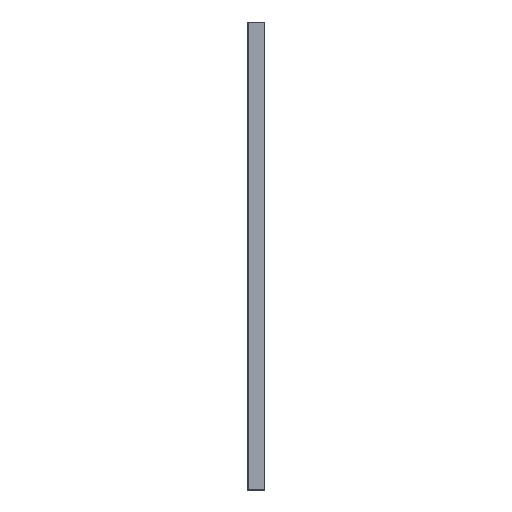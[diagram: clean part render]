
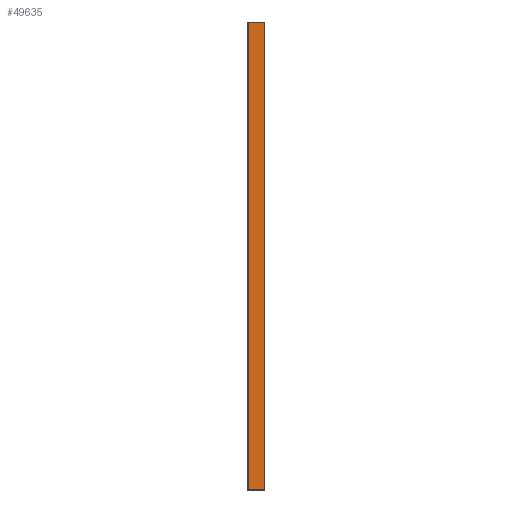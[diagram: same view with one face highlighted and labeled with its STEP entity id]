
A CAD part, front view. The second image highlights one B-rep face of the part: STEP entity #49635.
In plain terms, the highlighted planar face has unit normal (0, -1, 0).
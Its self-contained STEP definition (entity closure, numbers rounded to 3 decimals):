
#37619 = PLANE('',#37620);
#37620 = AXIS2_PLACEMENT_3D('',#37621,#37622,#37623);
#37621 = CARTESIAN_POINT('',(4.,-8.95,0.05));
#37622 = DIRECTION('',(0.,0.707,0.707));
#37623 = DIRECTION('',(1.,0.,0.));
#37927 = PLANE('',#37928);
#37928 = AXIS2_PLACEMENT_3D('',#37929,#37930,#37931);
#37929 = CARTESIAN_POINT('',(4.,-8.95,224.95));
#37930 = DIRECTION('',(0.,-0.707,
    0.707));
#37931 = DIRECTION('',(1.,0.,0.));
#38214 = PLANE('',#38215);
#38215 = AXIS2_PLACEMENT_3D('',#38216,#38217,#38218);
#38216 = CARTESIAN_POINT('',(-3.9,-8.9,0.));
#38217 = DIRECTION('',(-0.707,-0.707,
    0.));
#38218 = DIRECTION('',(0.,0.,1.));
#42347 = VERTEX_POINT('',#42348);
#42348 = CARTESIAN_POINT('',(3.9,-9.,0.1));
#42369 = EDGE_CURVE('',#42347,#42370,#42372,.T.);
#42370 = VERTEX_POINT('',#42371);
#42371 = CARTESIAN_POINT('',(-3.8,-9.,0.1));
#42372 = SURFACE_CURVE('',#42373,(#42377,#42384),.PCURVE_S1.);
#42373 = LINE('',#42374,#42375);
#42374 = CARTESIAN_POINT('',(4.,-9.,0.1));
#42375 = VECTOR('',#42376,1.);
#42376 = DIRECTION('',(-1.,0.,0.));
#42377 = PCURVE('',#37619,#42378);
#42378 = DEFINITIONAL_REPRESENTATION('',(#42379),#42383);
#42379 = LINE('',#42380,#42381);
#42380 = CARTESIAN_POINT('',(0.,-0.071));
#42381 = VECTOR('',#42382,1.);
#42382 = DIRECTION('',(-1.,0.));
#42383 = ( GEOMETRIC_REPRESENTATION_CONTEXT(2) 
PARAMETRIC_REPRESENTATION_CONTEXT() REPRESENTATION_CONTEXT('2D SPACE',''
  ) );
#42384 = PCURVE('',#42385,#42390);
#42385 = PLANE('',#42386);
#42386 = AXIS2_PLACEMENT_3D('',#42387,#42388,#42389);
#42387 = CARTESIAN_POINT('',(4.,-9.,0.));
#42388 = DIRECTION('',(0.,-1.,0.));
#42389 = DIRECTION('',(-1.,0.,0.));
#42390 = DEFINITIONAL_REPRESENTATION('',(#42391),#42395);
#42391 = LINE('',#42392,#42393);
#42392 = CARTESIAN_POINT('',(0.,-0.1));
#42393 = VECTOR('',#42394,1.);
#42394 = DIRECTION('',(1.,0.));
#42395 = ( GEOMETRIC_REPRESENTATION_CONTEXT(2) 
PARAMETRIC_REPRESENTATION_CONTEXT() REPRESENTATION_CONTEXT('2D SPACE',''
  ) );
#42662 = VERTEX_POINT('',#42663);
#42663 = CARTESIAN_POINT('',(3.9,-9.,224.9));
#42684 = EDGE_CURVE('',#42662,#42685,#42687,.T.);
#42685 = VERTEX_POINT('',#42686);
#42686 = CARTESIAN_POINT('',(-3.8,-9.,224.9));
#42687 = SURFACE_CURVE('',#42688,(#42692,#42699),.PCURVE_S1.);
#42688 = LINE('',#42689,#42690);
#42689 = CARTESIAN_POINT('',(4.,-9.,224.9));
#42690 = VECTOR('',#42691,1.);
#42691 = DIRECTION('',(-1.,0.,0.));
#42692 = PCURVE('',#37927,#42693);
#42693 = DEFINITIONAL_REPRESENTATION('',(#42694),#42698);
#42694 = LINE('',#42695,#42696);
#42695 = CARTESIAN_POINT('',(0.,-0.071));
#42696 = VECTOR('',#42697,1.);
#42697 = DIRECTION('',(-1.,0.));
#42698 = ( GEOMETRIC_REPRESENTATION_CONTEXT(2) 
PARAMETRIC_REPRESENTATION_CONTEXT() REPRESENTATION_CONTEXT('2D SPACE',''
  ) );
#42699 = PCURVE('',#42385,#42700);
#42700 = DEFINITIONAL_REPRESENTATION('',(#42701),#42705);
#42701 = LINE('',#42702,#42703);
#42702 = CARTESIAN_POINT('',(0.,-224.9));
#42703 = VECTOR('',#42704,1.);
#42704 = DIRECTION('',(1.,0.));
#42705 = ( GEOMETRIC_REPRESENTATION_CONTEXT(2) 
PARAMETRIC_REPRESENTATION_CONTEXT() REPRESENTATION_CONTEXT('2D SPACE',''
  ) );
#42841 = EDGE_CURVE('',#42370,#42685,#42842,.T.);
#42842 = SURFACE_CURVE('',#42843,(#42847,#42854),.PCURVE_S1.);
#42843 = LINE('',#42844,#42845);
#42844 = CARTESIAN_POINT('',(-3.8,-9.,0.));
#42845 = VECTOR('',#42846,1.);
#42846 = DIRECTION('',(0.,0.,1.));
#42847 = PCURVE('',#38214,#42848);
#42848 = DEFINITIONAL_REPRESENTATION('',(#42849),#42853);
#42849 = LINE('',#42850,#42851);
#42850 = CARTESIAN_POINT('',(0.,-0.141));
#42851 = VECTOR('',#42852,1.);
#42852 = DIRECTION('',(1.,0.));
#42853 = ( GEOMETRIC_REPRESENTATION_CONTEXT(2) 
PARAMETRIC_REPRESENTATION_CONTEXT() REPRESENTATION_CONTEXT('2D SPACE',''
  ) );
#42854 = PCURVE('',#42385,#42855);
#42855 = DEFINITIONAL_REPRESENTATION('',(#42856),#42860);
#42856 = LINE('',#42857,#42858);
#42857 = CARTESIAN_POINT('',(7.8,0.));
#42858 = VECTOR('',#42859,1.);
#42859 = DIRECTION('',(0.,-1.));
#42860 = ( GEOMETRIC_REPRESENTATION_CONTEXT(2) 
PARAMETRIC_REPRESENTATION_CONTEXT() REPRESENTATION_CONTEXT('2D SPACE',''
  ) );
#49318 = PLANE('',#49319);
#49319 = AXIS2_PLACEMENT_3D('',#49320,#49321,#49322);
#49320 = CARTESIAN_POINT('',(3.95,-8.95,0.));
#49321 = DIRECTION('',(0.707,-0.707,0.));
#49322 = DIRECTION('',(0.,0.,1.));
#49635 = ADVANCED_FACE('',(#49636),#42385,.T.);
#49636 = FACE_BOUND('',#49637,.T.);
#49637 = EDGE_LOOP('',(#49638,#49659,#49660,#49661));
#49638 = ORIENTED_EDGE('',*,*,#49639,.T.);
#49639 = EDGE_CURVE('',#42347,#42662,#49640,.T.);
#49640 = SURFACE_CURVE('',#49641,(#49645,#49652),.PCURVE_S1.);
#49641 = LINE('',#49642,#49643);
#49642 = CARTESIAN_POINT('',(3.9,-9.,0.));
#49643 = VECTOR('',#49644,1.);
#49644 = DIRECTION('',(0.,0.,1.));
#49645 = PCURVE('',#42385,#49646);
#49646 = DEFINITIONAL_REPRESENTATION('',(#49647),#49651);
#49647 = LINE('',#49648,#49649);
#49648 = CARTESIAN_POINT('',(0.1,0.));
#49649 = VECTOR('',#49650,1.);
#49650 = DIRECTION('',(0.,-1.));
#49651 = ( GEOMETRIC_REPRESENTATION_CONTEXT(2) 
PARAMETRIC_REPRESENTATION_CONTEXT() REPRESENTATION_CONTEXT('2D SPACE',''
  ) );
#49652 = PCURVE('',#49318,#49653);
#49653 = DEFINITIONAL_REPRESENTATION('',(#49654),#49658);
#49654 = LINE('',#49655,#49656);
#49655 = CARTESIAN_POINT('',(0.,0.071));
#49656 = VECTOR('',#49657,1.);
#49657 = DIRECTION('',(1.,0.));
#49658 = ( GEOMETRIC_REPRESENTATION_CONTEXT(2) 
PARAMETRIC_REPRESENTATION_CONTEXT() REPRESENTATION_CONTEXT('2D SPACE',''
  ) );
#49659 = ORIENTED_EDGE('',*,*,#42684,.T.);
#49660 = ORIENTED_EDGE('',*,*,#42841,.F.);
#49661 = ORIENTED_EDGE('',*,*,#42369,.F.);
